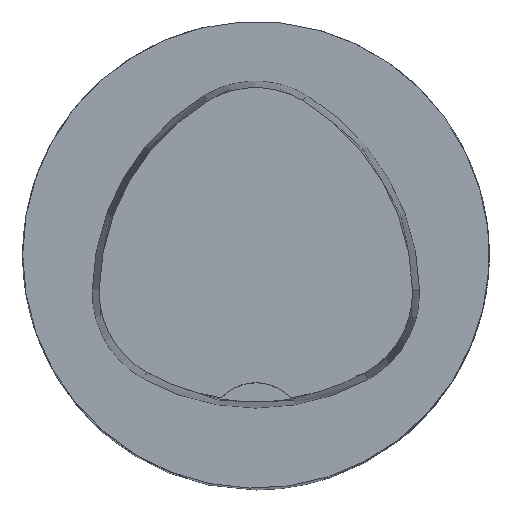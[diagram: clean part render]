
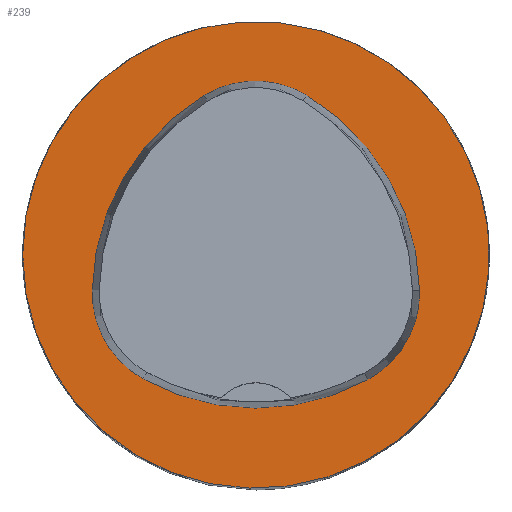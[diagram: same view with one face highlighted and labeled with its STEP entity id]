
A CAD part, top view. The second image highlights one B-rep face of the part: STEP entity #239.
In plain terms, the highlighted planar face has unit normal (0, 0, 1).
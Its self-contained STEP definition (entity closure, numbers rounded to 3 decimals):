
#124=PLANE('',#1332);
#239=ADVANCED_FACE('',(#500,#501),#124,.T.);
#453=CIRCLE('',#1253,20.);
#464=CIRCLE('',#1310,20.);
#466=CIRCLE('',#1313,8.5);
#468=CIRCLE('',#1316,20.);
#470=CIRCLE('',#1319,8.5);
#474=CIRCLE('',#1324,20.);
#476=CIRCLE('',#1327,8.5);
#500=FACE_BOUND('',#553,.T.);
#501=FACE_BOUND('',#554,.T.);
#553=EDGE_LOOP('',(#807,#808,#809,#810,#811,#812));
#554=EDGE_LOOP('',(#813));
#807=ORIENTED_EDGE('',*,*,#1125,.T.);
#808=ORIENTED_EDGE('',*,*,#1105,.T.);
#809=ORIENTED_EDGE('',*,*,#1109,.T.);
#810=ORIENTED_EDGE('',*,*,#1112,.T.);
#811=ORIENTED_EDGE('',*,*,#1115,.T.);
#812=ORIENTED_EDGE('',*,*,#1123,.T.);
#813=ORIENTED_EDGE('',*,*,#1019,.F.);
#915=VERTEX_POINT('',#1798);
#974=VERTEX_POINT('',#2013);
#975=VERTEX_POINT('',#2014);
#978=VERTEX_POINT('',#2022);
#980=VERTEX_POINT('',#2028);
#982=VERTEX_POINT('',#2034);
#989=VERTEX_POINT('',#2055);
#1019=EDGE_CURVE('',#915,#915,#453,.T.);
#1105=EDGE_CURVE('',#974,#975,#464,.T.);
#1109=EDGE_CURVE('',#975,#978,#466,.T.);
#1112=EDGE_CURVE('',#978,#980,#468,.T.);
#1115=EDGE_CURVE('',#980,#982,#470,.T.);
#1123=EDGE_CURVE('',#982,#989,#474,.T.);
#1125=EDGE_CURVE('',#989,#974,#476,.T.);
#1253=AXIS2_PLACEMENT_3D('',#1797,#1396,#1397);
#1310=AXIS2_PLACEMENT_3D('',#2012,#1566,#1567);
#1313=AXIS2_PLACEMENT_3D('',#2021,#1574,#1575);
#1316=AXIS2_PLACEMENT_3D('',#2027,#1581,#1582);
#1319=AXIS2_PLACEMENT_3D('',#2033,#1588,#1589);
#1324=AXIS2_PLACEMENT_3D('',#2056,#1600,#1601);
#1327=AXIS2_PLACEMENT_3D('',#2059,#1606,#1607);
#1332=AXIS2_PLACEMENT_3D('',#2064,#1616,#1617);
#1396=DIRECTION('',(0.,0.,-1.));
#1397=DIRECTION('',(-1.,0.,0.));
#1566=DIRECTION('',(0.,0.,-1.));
#1567=DIRECTION('',(-1.,0.,0.));
#1574=DIRECTION('',(0.,0.,-1.));
#1575=DIRECTION('',(-1.,0.,0.));
#1581=DIRECTION('',(0.,0.,-1.));
#1582=DIRECTION('',(-1.,0.,0.));
#1588=DIRECTION('',(0.,0.,-1.));
#1589=DIRECTION('',(-1.,0.,0.));
#1600=DIRECTION('',(0.,0.,-1.));
#1601=DIRECTION('',(-1.,0.,0.));
#1606=DIRECTION('',(0.,0.,-1.));
#1607=DIRECTION('',(-1.,0.,0.));
#1616=DIRECTION('',(0.,0.,1.));
#1617=DIRECTION('',(1.,0.,0.));
#1797=CARTESIAN_POINT('',(0.,0.,0.));
#1798=CARTESIAN_POINT('',(-20.,0.,0.));
#2012=CARTESIAN_POINT('',(5.955,-3.414,0.));
#2013=CARTESIAN_POINT('',(-14.041,-3.042,0.));
#2014=CARTESIAN_POINT('',(-4.472,13.653,0.));
#2021=CARTESIAN_POINT('',(-0.04,6.4,0.));
#2022=CARTESIAN_POINT('',(4.347,13.68,0.));
#2027=CARTESIAN_POINT('',(-5.976,-3.45,0.));
#2028=CARTESIAN_POINT('',(14.021,-3.075,0.));
#2033=CARTESIAN_POINT('',(5.522,-3.235,0.));
#2034=CARTESIAN_POINT('',(9.588,-10.699,0.));
#2055=CARTESIAN_POINT('',(-9.655,-10.639,0.));
#2056=CARTESIAN_POINT('',(0.022,6.864,0.));
#2059=CARTESIAN_POINT('',(-5.543,-3.2,0.));
#2064=CARTESIAN_POINT('',(0.,0.,0.));
